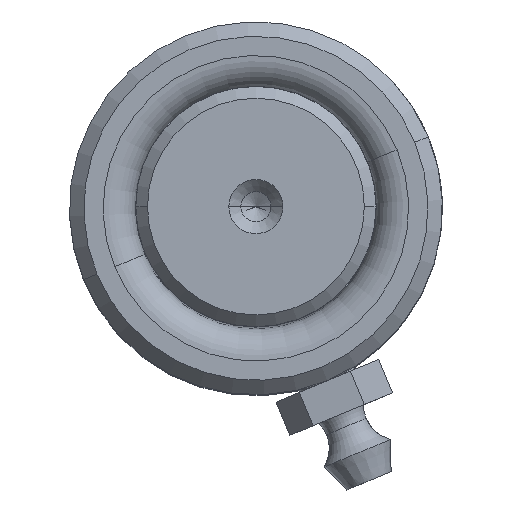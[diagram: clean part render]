
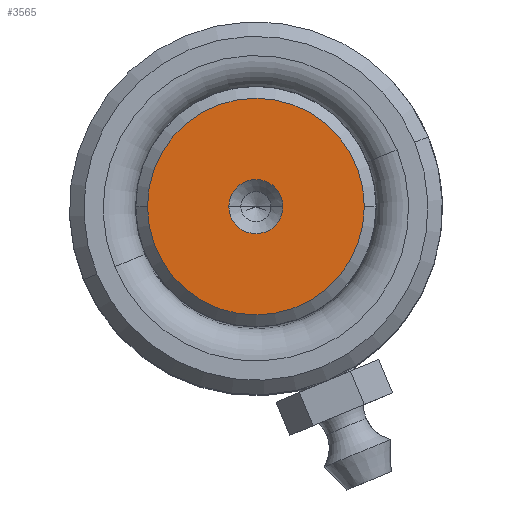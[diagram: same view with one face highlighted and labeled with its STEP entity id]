
A CAD part, top view. The second image highlights one B-rep face of the part: STEP entity #3565.
In plain terms, the highlighted planar face has unit normal (0, 0, 1).
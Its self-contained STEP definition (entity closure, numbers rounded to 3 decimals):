
#72 = DIRECTION ( 'NONE',  ( 1., 0., 0. ) ) ;
#818 = CIRCLE ( 'NONE', #3296, 9.009 ) ;
#1434 = CARTESIAN_POINT ( 'NONE',  ( 0., 0., 130. ) ) ;
#1581 = FACE_BOUND ( 'NONE', #5172, .T. ) ;
#1611 = ORIENTED_EDGE ( 'NONE', *, *, #6360, .T. ) ;
#1655 = CIRCLE ( 'NONE', #4187, 2.25 ) ;
#1957 = DIRECTION ( 'NONE',  ( 1., 0., 0. ) ) ;
#2401 = CIRCLE ( 'NONE', #3449, 9.009 ) ;
#2660 = EDGE_CURVE ( 'NONE', #3533, #5361, #818, .T. ) ;
#2694 = CARTESIAN_POINT ( 'NONE',  ( 0., 0., 130. ) ) ;
#2838 = EDGE_LOOP ( 'NONE', ( #1611, #5931 ) ) ;
#2973 = CARTESIAN_POINT ( 'NONE',  ( 0., 0., 130. ) ) ;
#3116 = CARTESIAN_POINT ( 'NONE',  ( 0., 0., 130. ) ) ;
#3192 = DIRECTION ( 'NONE',  ( 1., 0., 0. ) ) ;
#3296 = AXIS2_PLACEMENT_3D ( 'NONE', #2973, #4106, #6706 ) ;
#3449 = AXIS2_PLACEMENT_3D ( 'NONE', #3116, #6446, #3192 ) ;
#3491 = CARTESIAN_POINT ( 'NONE',  ( 2.25, 0., 130. ) ) ;
#3533 = VERTEX_POINT ( 'NONE', #6523 ) ;
#3565 = ADVANCED_FACE ( 'NONE', ( #1581, #5579 ), #3845, .T. ) ;
#3845 = PLANE ( 'NONE',  #5151 ) ;
#3925 = DIRECTION ( 'NONE',  ( 0., 0., 1. ) ) ;
#4005 = ORIENTED_EDGE ( 'NONE', *, *, #4818, .F. ) ;
#4106 = DIRECTION ( 'NONE',  ( 0., 0., 1. ) ) ;
#4187 = AXIS2_PLACEMENT_3D ( 'NONE', #6525, #4957, #6619 ) ;
#4282 = CARTESIAN_POINT ( 'NONE',  ( -9.009, 0., 130. ) ) ;
#4369 = AXIS2_PLACEMENT_3D ( 'NONE', #1434, #6359, #1957 ) ;
#4697 = ORIENTED_EDGE ( 'NONE', *, *, #7009, .F. ) ;
#4818 = EDGE_CURVE ( 'NONE', #6948, #5657, #1655, .T. ) ;
#4957 = DIRECTION ( 'NONE',  ( 0., 0., 1. ) ) ;
#5151 = AXIS2_PLACEMENT_3D ( 'NONE', #2694, #3925, #72 ) ;
#5172 = EDGE_LOOP ( 'NONE', ( #4005, #4697 ) ) ;
#5361 = VERTEX_POINT ( 'NONE', #4282 ) ;
#5579 = FACE_OUTER_BOUND ( 'NONE', #2838, .T. ) ;
#5621 = CARTESIAN_POINT ( 'NONE',  ( -2.25, 0., 130. ) ) ;
#5657 = VERTEX_POINT ( 'NONE', #5621 ) ;
#5931 = ORIENTED_EDGE ( 'NONE', *, *, #2660, .T. ) ;
#6359 = DIRECTION ( 'NONE',  ( 0., 0., 1. ) ) ;
#6360 = EDGE_CURVE ( 'NONE', #5361, #3533, #2401, .T. ) ;
#6446 = DIRECTION ( 'NONE',  ( 0., 0., 1. ) ) ;
#6523 = CARTESIAN_POINT ( 'NONE',  ( 9.009, 0., 130. ) ) ;
#6525 = CARTESIAN_POINT ( 'NONE',  ( 0., 0., 130. ) ) ;
#6619 = DIRECTION ( 'NONE',  ( 1., 0., 0. ) ) ;
#6706 = DIRECTION ( 'NONE',  ( 1., 0., 0. ) ) ;
#6948 = VERTEX_POINT ( 'NONE', #3491 ) ;
#6989 = CIRCLE ( 'NONE', #4369, 2.25 ) ;
#7009 = EDGE_CURVE ( 'NONE', #5657, #6948, #6989, .T. ) ;
